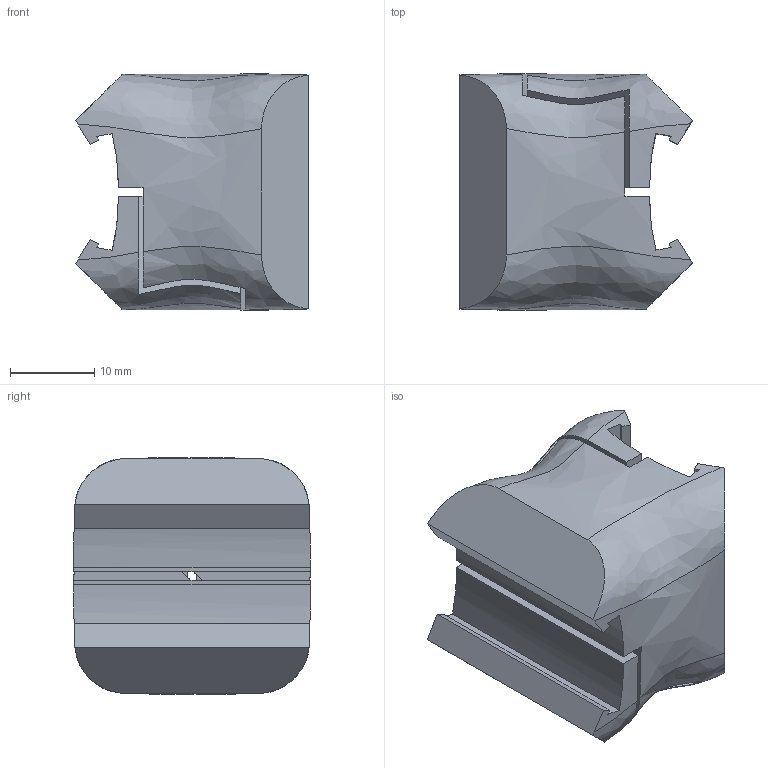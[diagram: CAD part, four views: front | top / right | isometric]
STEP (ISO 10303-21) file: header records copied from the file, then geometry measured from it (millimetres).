
FILE_DESCRIPTION(('STEP AP214'),'1');
FILE_NAME('cctmp_5F319C80-9A2A-48AA-8D77-1B3A5057ADB5_2024_10_29_16_04_32_0192_7240..stp','2024-10-29T15:04:32',('Bosch Rexroth AG'),('CADClick - www.CADClick.com'),'Spatial InterOp 3D',' ','unknown authorization - (Healing Option Enabled)');
FILE_SCHEMA(('AUTOMOTIVE_DESIGN'));
Length unit declared in the file: millimetre
Products named in the file (2): 1; 2
Bounding box: 27.54 x 28 x 28 mm (x, y, z)
Volume: 14021.2 mm3; surface area: 6199.5 mm2
Topology: 2 solids, 2 shells, 80 faces, 208 edges, 140 vertices
Faces by surface type: plane 42, cylinder 24, bspline 14
Entity records: 4617 total; most frequent: CARTESIAN_POINT 2154, ORIENTED_EDGE 416, DIRECTION 288, EDGE_CURVE 208, VERTEX_POINT 140, AXIS2_PLACEMENT_3D 112, B_SPLINE_CURVE_WITH_KNOTS 100, EDGE_LOOP 88
